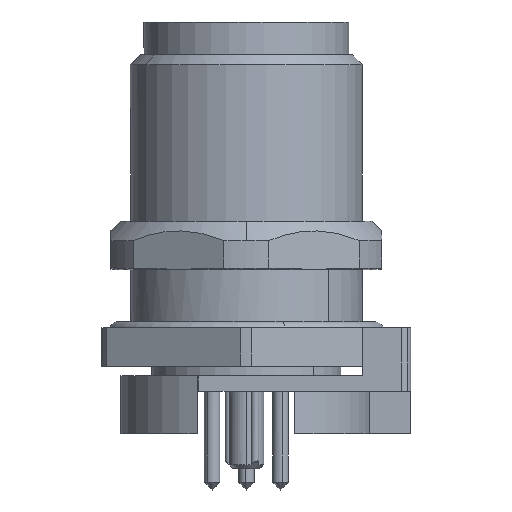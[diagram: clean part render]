
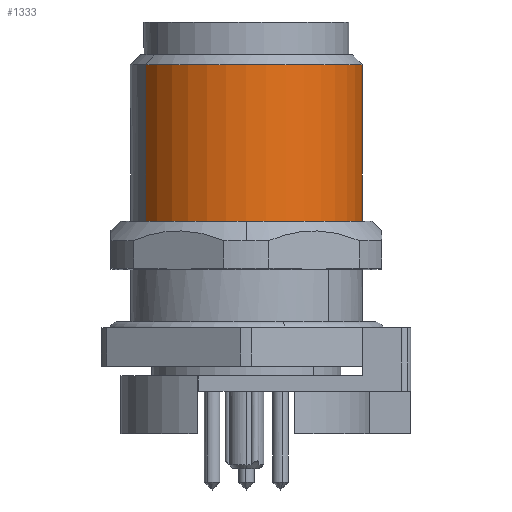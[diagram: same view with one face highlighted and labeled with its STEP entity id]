
A CAD part, left-side view. The second image highlights one B-rep face of the part: STEP entity #1333.
In plain terms, the highlighted cylindrical face has radius 6 mm (diameter 12 mm), a partial arc.
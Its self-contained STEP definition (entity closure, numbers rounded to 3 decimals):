
#1217=AXIS2_PLACEMENT_3D('Circle Axis2P3D',#1215,#1216,$) ;
#1306=AXIS2_PLACEMENT_3D('Cylinder Axis2P3D',#1303,#1304,#1305) ;
#1317=AXIS2_PLACEMENT_3D('Circle Axis2P3D',#1315,#1316,$) ;
#1205=CARTESIAN_POINT('Vertex',(11.5,3.304,22.)) ;
#1212=CARTESIAN_POINT('Vertex',(5.5,13.696,22.)) ;
#1215=CARTESIAN_POINT('Axis2P3D Location',(8.5,8.5,22.)) ;
#1303=CARTESIAN_POINT('Axis2P3D Location',(8.5,8.5,15.45)) ;
#1308=CARTESIAN_POINT('Line Origine',(5.5,13.696,15.45)) ;
#1312=CARTESIAN_POINT('Vertex',(5.5,13.696,13.9)) ;
#1315=CARTESIAN_POINT('Axis2P3D Location',(8.5,8.5,13.9)) ;
#1319=CARTESIAN_POINT('Vertex',(11.5,3.304,13.9)) ;
#1322=CARTESIAN_POINT('Line Origine',(11.5,3.304,15.45)) ;
#1216=DIRECTION('Axis2P3D Direction',(0.,0.,-1.)) ;
#1304=DIRECTION('Axis2P3D Direction',(0.,0.,1.)) ;
#1305=DIRECTION('Axis2P3D XDirection',(-0.5,0.866,0.)) ;
#1309=DIRECTION('Vector Direction',(0.,0.,1.)) ;
#1316=DIRECTION('Axis2P3D Direction',(0.,0.,1.)) ;
#1323=DIRECTION('Vector Direction',(0.,0.,1.)) ;
#1310=VECTOR('Line Direction',#1309,1.) ;
#1324=VECTOR('Line Direction',#1323,1.) ;
#1328=ORIENTED_EDGE('',*,*,#1314,.T.) ;
#1329=ORIENTED_EDGE('',*,*,#1321,.F.) ;
#1330=ORIENTED_EDGE('',*,*,#1326,.T.) ;
#1331=ORIENTED_EDGE('',*,*,#1219,.F.) ;
#1333=ADVANCED_FACE('V1',(#1332),#1307,.T.) ;
#1218=CIRCLE('generated circle',#1217,6.) ;
#1318=CIRCLE('generated circle',#1317,6.) ;
#1307=CYLINDRICAL_SURFACE('generated cylinder',#1306,6.) ;
#1219=EDGE_CURVE('',#1213,#1206,#1218,.F.) ;
#1314=EDGE_CURVE('',#1213,#1313,#1311,.F.) ;
#1321=EDGE_CURVE('',#1320,#1313,#1318,.F.) ;
#1326=EDGE_CURVE('',#1320,#1206,#1325,.T.) ;
#1327=EDGE_LOOP('',(#1328,#1329,#1330,#1331)) ;
#1332=FACE_OUTER_BOUND('',#1327,.T.) ;
#1311=LINE('Line',#1308,#1310) ;
#1325=LINE('Line',#1322,#1324) ;
#1206=VERTEX_POINT('',#1205) ;
#1213=VERTEX_POINT('',#1212) ;
#1313=VERTEX_POINT('',#1312) ;
#1320=VERTEX_POINT('',#1319) ;
